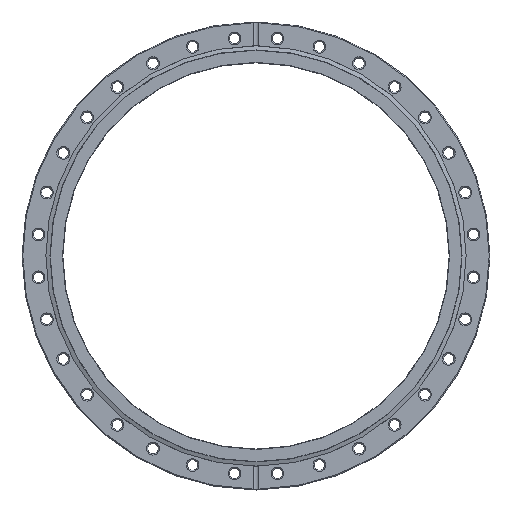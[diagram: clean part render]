
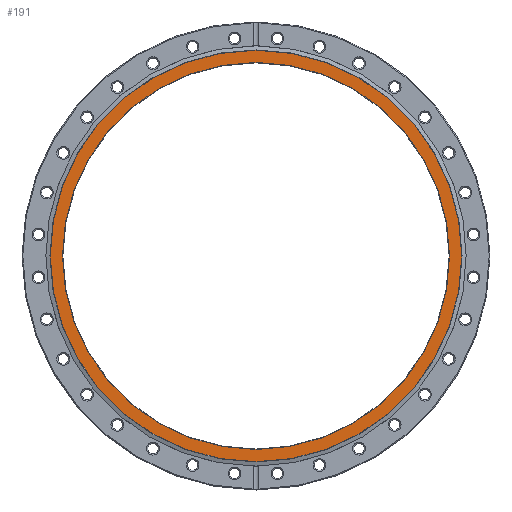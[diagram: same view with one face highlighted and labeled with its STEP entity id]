
A CAD part, top view. The second image highlights one B-rep face of the part: STEP entity #191.
In plain terms, the highlighted planar face has unit normal (0, 0, 1).
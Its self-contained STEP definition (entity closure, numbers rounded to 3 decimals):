
#191 = ADVANCED_FACE( '', ( #601, #602 ), #603, .F. );
#601 = FACE_BOUND( '', #1016, .T. );
#602 = FACE_OUTER_BOUND( '', #1017, .T. );
#603 = PLANE( '', #1018 );
#1016 = EDGE_LOOP( '', ( #1691 ) );
#1017 = EDGE_LOOP( '', ( #1692 ) );
#1018 = AXIS2_PLACEMENT_3D( '', #1693, #1694, #1695 );
#1691 = ORIENTED_EDGE( '', *, *, #1863, .T. );
#1692 = ORIENTED_EDGE( '', *, *, #1866, .T. );
#1693 = CARTESIAN_POINT( '', ( 0., 0., 11.786 ) );
#1694 = DIRECTION( '', ( 0., 0., -1. ) );
#1695 = DIRECTION( '', ( -1., 0., 0. ) );
#1863 = EDGE_CURVE( '', #2176, #2176, #2177, .T. );
#1866 = EDGE_CURVE( '', #2182, #2182, #2183, .T. );
#2176 = VERTEX_POINT( '', #2564 );
#2177 = CIRCLE( '', #2565, 125.73 );
#2182 = VERTEX_POINT( '', #2570 );
#2183 = CIRCLE( '', #2571, 133.673 );
#2564 = CARTESIAN_POINT( '', ( -125.73, 0., 11.786 ) );
#2565 = AXIS2_PLACEMENT_3D( '', #3013, #3014, #3015 );
#2570 = CARTESIAN_POINT( '', ( 133.673, 0., 11.786 ) );
#2571 = AXIS2_PLACEMENT_3D( '', #3022, #3023, #3024 );
#3013 = CARTESIAN_POINT( '', ( 0., 0., 11.786 ) );
#3014 = DIRECTION( '', ( 0., 0., -1. ) );
#3015 = DIRECTION( '', ( -1., 0., 0. ) );
#3022 = CARTESIAN_POINT( '', ( 0., 0., 11.786 ) );
#3023 = DIRECTION( '', ( 0., 0., 1. ) );
#3024 = DIRECTION( '', ( 1., 0., 0. ) );
